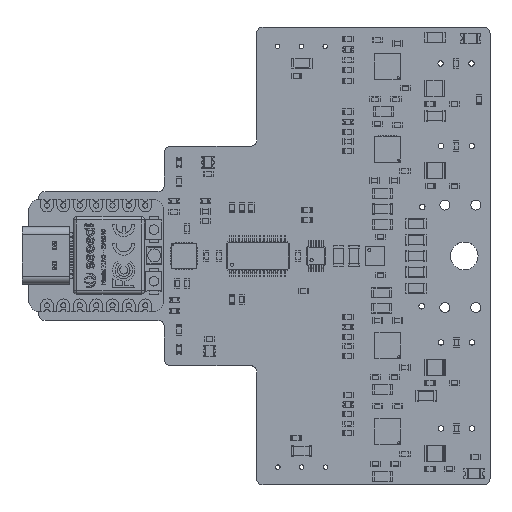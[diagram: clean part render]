
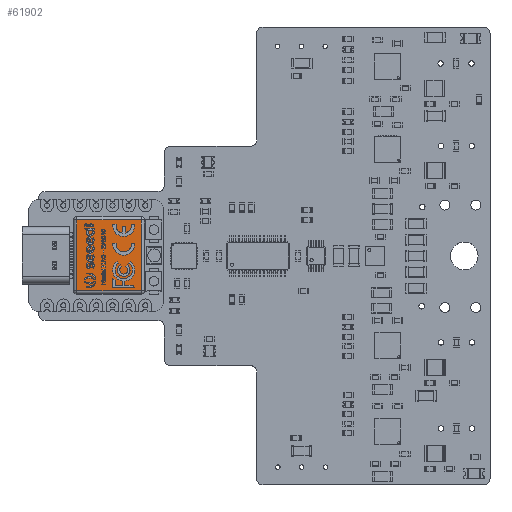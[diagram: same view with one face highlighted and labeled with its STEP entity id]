
A CAD part, top view. The second image highlights one B-rep face of the part: STEP entity #61902.
In plain terms, the highlighted planar face has unit normal (0, 0, 1).
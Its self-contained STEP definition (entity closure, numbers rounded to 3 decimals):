
#61517 = VERTEX_POINT('',#61518);
#61518 = CARTESIAN_POINT('',(5.5,3.,3.2));
#61584 = VERTEX_POINT('',#61585);
#61585 = CARTESIAN_POINT('',(-5.5,3.,3.2));
#61651 = VERTEX_POINT('',#61652);
#61652 = CARTESIAN_POINT('',(5.5,-7.,3.2));
#61718 = EDGE_CURVE('',#61517,#61651,#61719,.T.);
#61719 = LINE('',#61720,#61721);
#61720 = CARTESIAN_POINT('',(5.5,-4.75,3.2));
#61721 = VECTOR('',#61722,1.);
#61722 = DIRECTION('',(0.,-1.,0.));
#61740 = VERTEX_POINT('',#61741);
#61741 = CARTESIAN_POINT('',(-5.5,-7.,3.2));
#61807 = EDGE_CURVE('',#61651,#61740,#61808,.T.);
#61808 = LINE('',#61809,#61810);
#61809 = CARTESIAN_POINT('',(-3.,-7.,3.2));
#61810 = VECTOR('',#61811,1.);
#61811 = DIRECTION('',(-1.,0.,0.));
#61829 = EDGE_CURVE('',#61740,#61584,#61830,.T.);
#61830 = LINE('',#61831,#61832);
#61831 = CARTESIAN_POINT('',(-5.5,0.75,3.2));
#61832 = VECTOR('',#61833,1.);
#61833 = DIRECTION('',(0.,1.,0.));
#61851 = EDGE_CURVE('',#61584,#61517,#61852,.T.);
#61852 = LINE('',#61853,#61854);
#61853 = CARTESIAN_POINT('',(3.,3.,3.2));
#61854 = VECTOR('',#61855,1.);
#61855 = DIRECTION('',(1.,0.,0.));
#61902 = ADVANCED_FACE('',(#61903),#61909,.T.);
#61903 = FACE_BOUND('',#61904,.T.);
#61904 = EDGE_LOOP('',(#61905,#61906,#61907,#61908));
#61905 = ORIENTED_EDGE('',*,*,#61718,.F.);
#61906 = ORIENTED_EDGE('',*,*,#61851,.F.);
#61907 = ORIENTED_EDGE('',*,*,#61829,.F.);
#61908 = ORIENTED_EDGE('',*,*,#61807,.F.);
#61909 = PLANE('',#61910);
#61910 = AXIS2_PLACEMENT_3D('',#61911,#61912,#61913);
#61911 = CARTESIAN_POINT('',(0.,-2.,3.2));
#61912 = DIRECTION('',(0.,0.,1.));
#61913 = DIRECTION('',(1.,0.,0.));
